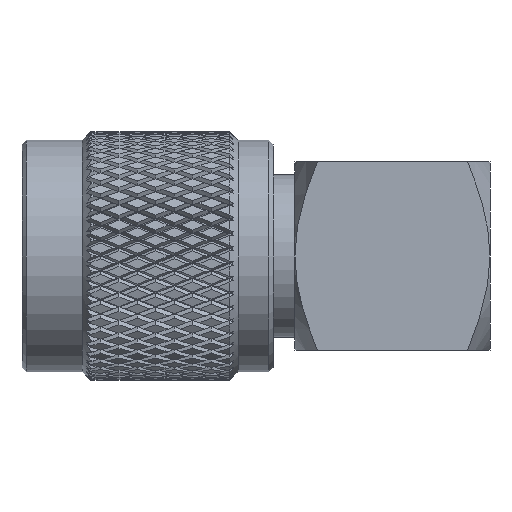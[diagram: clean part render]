
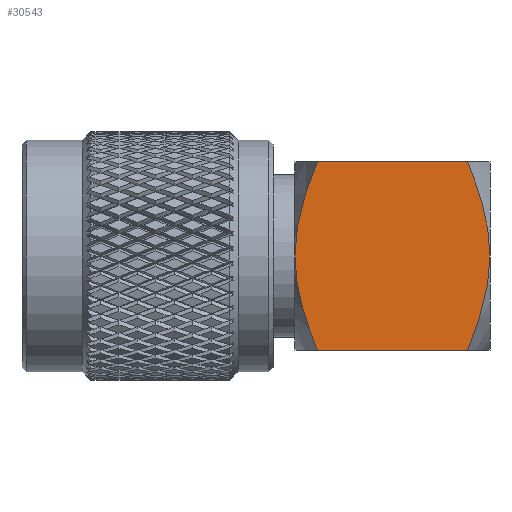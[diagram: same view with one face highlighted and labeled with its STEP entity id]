
A CAD part, left-side view. The second image highlights one B-rep face of the part: STEP entity #30543.
In plain terms, the highlighted planar face has unit normal (-1, 0, 0).
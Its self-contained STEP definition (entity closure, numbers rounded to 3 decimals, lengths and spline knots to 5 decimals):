
#364 = ORIENTED_EDGE ( 'NONE', *, *, #4654, .F. ) ;
#1638 = CARTESIAN_POINT ( 'NONE',  ( -0.21654, 0.21743, 0. ) ) ;
#1946 = CARTESIAN_POINT ( 'NONE',  ( -0.21654, 0.17271, 0.19924 ) ) ;
#2128 = AXIS2_PLACEMENT_3D ( 'NONE', #15278, #73971, #81626 ) ;
#2561 = CARTESIAN_POINT ( 'NONE',  ( -0.21654, -0.23057, 0. ) ) ;
#2726 = CARTESIAN_POINT ( 'NONE',  ( -0.21654, -0.2278, -0.04676 ) ) ;
#4654 = EDGE_CURVE ( 'NONE', #21180, #32046, #75258, .T. ) ;
#5568 = EDGE_CURVE ( 'NONE', #60971, #32046, #49346, .T. ) ;
#5740 = EDGE_CURVE ( 'NONE', #8751, #87341, #19708, .T. ) ;
#7251 = EDGE_CURVE ( 'NONE', #60971, #69165, #60811, .T. ) ;
#8751 = VERTEX_POINT ( 'NONE', #61710 ) ;
#9013 = CARTESIAN_POINT ( 'NONE',  ( -0.21654, 0.21159, 0.07425 ) ) ;
#9263 = CARTESIAN_POINT ( 'NONE',  ( -0.21654, 0.16564, -0.21654 ) ) ;
#10394 = CARTESIAN_POINT ( 'NONE',  ( -0.21654, -0.21993, -0.09262 ) ) ;
#12772 = CARTESIAN_POINT ( 'NONE',  ( -0.21654, -0.23057, 0. ) ) ;
#12960 = CARTESIAN_POINT ( 'NONE',  ( -0.21654, 0.21465, -0.04676 ) ) ;
#13264 = CARTESIAN_POINT ( 'NONE',  ( -0.21654, 0.21065, -0.07443 ) ) ;
#14065 = ORIENTED_EDGE ( 'NONE', *, *, #5740, .F. ) ;
#15278 = CARTESIAN_POINT ( 'NONE',  ( -0.21654, 0.21743, 0.21654 ) ) ;
#17982 = CARTESIAN_POINT ( 'NONE',  ( -0.21654, 0.16564, 0.21654 ) ) ;
#19474 = CARTESIAN_POINT ( 'NONE',  ( -0.21654, -0.17879, 0.21654 ) ) ;
#19708 = LINE ( 'NONE', #53580, #56234 ) ;
#20358 = CARTESIAN_POINT ( 'NONE',  ( -0.21654, 0.21743, 0. ) ) ;
#20619 = CARTESIAN_POINT ( 'NONE',  ( -0.21654, 0.21568, -0.03747 ) ) ;
#21180 = VERTEX_POINT ( 'NONE', #12772 ) ;
#24326 = CARTESIAN_POINT ( 'NONE',  ( -0.21654, -0.20494, 0.14629 ) ) ;
#24439 = B_SPLINE_CURVE_WITH_KNOTS ( 'NONE', 3,
 ( #1638, #81195, #9013, #60112, #82147, #38386, #1946, #17982 ),
 .UNSPECIFIED., .F., .F.,
 ( 4, 2, 2, 4 ),
 ( 0.01164, 0.01451, 0.01594, 0.01738 ),
 .UNSPECIFIED. ) ;
#24806 = CARTESIAN_POINT ( 'NONE',  ( -0.21654, -0.1929, -0.18197 ) ) ;
#25748 = CARTESIAN_POINT ( 'NONE',  ( -0.21654, -0.23022, -0.01875 ) ) ;
#30543 = ADVANCED_FACE ( 'NONE', ( #77120 ), #88735, .F. ) ;
#31026 = CARTESIAN_POINT ( 'NONE',  ( -0.21654, -0.17879, 0.21654 ) ) ;
#32046 = VERTEX_POINT ( 'NONE', #78803 ) ;
#38386 = CARTESIAN_POINT ( 'NONE',  ( -0.21654, 0.17942, 0.18176 ) ) ;
#38709 = CARTESIAN_POINT ( 'NONE',  ( -0.21654, -0.23057, 0.03759 ) ) ;
#39482 = CARTESIAN_POINT ( 'NONE',  ( -0.21654, -0.23057, 0. ) ) ;
#40133 = CARTESIAN_POINT ( 'NONE',  ( -0.21654, -0.17879, -0.21654 ) ) ;
#40475 = DIRECTION ( 'NONE',  ( 0., -1., 0. ) ) ;
#42041 = CARTESIAN_POINT ( 'NONE',  ( -0.21654, 0.20679, -0.09262 ) ) ;
#43495 = ORIENTED_EDGE ( 'NONE', *, *, #53464, .F. ) ;
#44897 = ORIENTED_EDGE ( 'NONE', *, *, #81993, .F. ) ;
#45733 = CARTESIAN_POINT ( 'NONE',  ( -0.21654, -0.21056, 0.12835 ) ) ;
#46340 = CARTESIAN_POINT ( 'NONE',  ( -0.21654, -0.19257, 0.18176 ) ) ;
#46898 = ORIENTED_EDGE ( 'NONE', *, *, #5568, .T. ) ;
#49346 = LINE ( 'NONE', #52749, #79047 ) ;
#50291 = CARTESIAN_POINT ( 'NONE',  ( -0.21654, 0.21743, 0. ) ) ;
#50597 = CARTESIAN_POINT ( 'NONE',  ( -0.21654, 0.21743, -0.00932 ) ) ;
#52749 = CARTESIAN_POINT ( 'NONE',  ( -0.21654, 0.21743, -0.21654 ) ) ;
#53464 = EDGE_CURVE ( 'NONE', #69165, #8751, #24439, .T. ) ;
#53580 = CARTESIAN_POINT ( 'NONE',  ( -0.21654, 0.21743, 0.21654 ) ) ;
#53859 = CARTESIAN_POINT ( 'NONE',  ( -0.21654, -0.2238, -0.07443 ) ) ;
#56234 = VECTOR ( 'NONE', #40475, 39.37008 ) ;
#57022 = CARTESIAN_POINT ( 'NONE',  ( -0.21654, 0.16564, -0.21654 ) ) ;
#60112 = CARTESIAN_POINT ( 'NONE',  ( -0.21654, 0.19741, 0.12835 ) ) ;
#60371 = DIRECTION ( 'NONE',  ( 0., -1., 0. ) ) ;
#60811 = B_SPLINE_CURVE_WITH_KNOTS ( 'NONE', 3,
 ( #57022, #85459, #78371, #42041, #13264, #12960, #20619, #71682, #50597, #50291 ),
 .UNSPECIFIED., .F., .F.,
 ( 4, 2, 2, 2, 4 ),
 ( 0.00596, 0.0088, 0.01022, 0.01093, 0.01164 ),
 .UNSPECIFIED. ) ;
#60971 = VERTEX_POINT ( 'NONE', #9263 ) ;
#61198 = CARTESIAN_POINT ( 'NONE',  ( -0.21654, -0.23057, -0.00932 ) ) ;
#61520 = CARTESIAN_POINT ( 'NONE',  ( -0.21654, -0.22883, -0.03747 ) ) ;
#61710 = CARTESIAN_POINT ( 'NONE',  ( -0.21654, 0.16564, 0.21654 ) ) ;
#64752 = ORIENTED_EDGE ( 'NONE', *, *, #7251, .F. ) ;
#69165 = VERTEX_POINT ( 'NONE', #20358 ) ;
#71682 = CARTESIAN_POINT ( 'NONE',  ( -0.21654, 0.21707, -0.01875 ) ) ;
#73971 = DIRECTION ( 'NONE',  ( 1., 0., 0. ) ) ;
#75258 = B_SPLINE_CURVE_WITH_KNOTS ( 'NONE', 3,
 ( #39482, #61198, #25748, #61520, #2726, #53859, #10394, #76787, #24806, #40133 ),
 .UNSPECIFIED., .F., .F.,
 ( 4, 2, 2, 2, 4 ),
 ( 0.01999, 0.02069, 0.0214, 0.0228, 0.02562 ),
 .UNSPECIFIED. ) ;
#75374 = CARTESIAN_POINT ( 'NONE',  ( -0.21654, -0.22474, 0.07425 ) ) ;
#76787 = CARTESIAN_POINT ( 'NONE',  ( -0.21654, -0.20575, -0.14662 ) ) ;
#77120 = FACE_OUTER_BOUND ( 'NONE', #85910, .T. ) ;
#78007 = B_SPLINE_CURVE_WITH_KNOTS ( 'NONE', 3,
 ( #31026, #89547, #46340, #24326, #45733, #75374, #38709, #2561 ),
 .UNSPECIFIED., .F., .F.,
 ( 4, 2, 2, 4 ),
 ( 0.01431, 0.01573, 0.01715, 0.01999 ),
 .UNSPECIFIED. ) ;
#78371 = CARTESIAN_POINT ( 'NONE',  ( -0.21654, 0.1926, -0.14662 ) ) ;
#78803 = CARTESIAN_POINT ( 'NONE',  ( -0.21654, -0.17879, -0.21654 ) ) ;
#79047 = VECTOR ( 'NONE', #60371, 39.37008 ) ;
#81195 = CARTESIAN_POINT ( 'NONE',  ( -0.21654, 0.21743, 0.03759 ) ) ;
#81626 = DIRECTION ( 'NONE',  ( 0., 1., 0. ) ) ;
#81993 = EDGE_CURVE ( 'NONE', #87341, #21180, #78007, .T. ) ;
#82147 = CARTESIAN_POINT ( 'NONE',  ( -0.21654, 0.19179, 0.14629 ) ) ;
#85459 = CARTESIAN_POINT ( 'NONE',  ( -0.21654, 0.17975, -0.18197 ) ) ;
#85910 = EDGE_LOOP ( 'NONE', ( #44897, #14065, #43495, #64752, #46898, #364 ) ) ;
#87341 = VERTEX_POINT ( 'NONE', #19474 ) ;
#88735 = PLANE ( 'NONE',  #2128 ) ;
#89547 = CARTESIAN_POINT ( 'NONE',  ( -0.21654, -0.18585, 0.19924 ) ) ;
